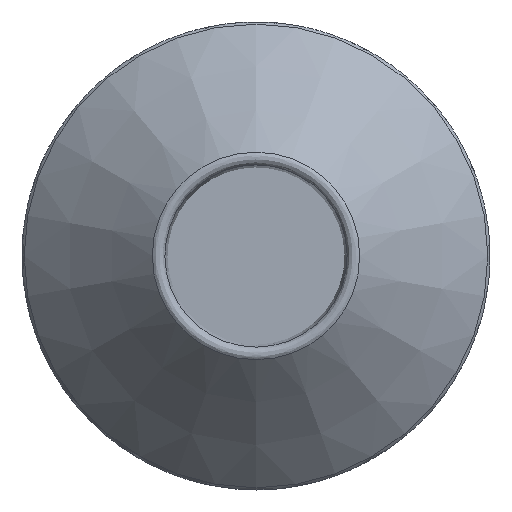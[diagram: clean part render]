
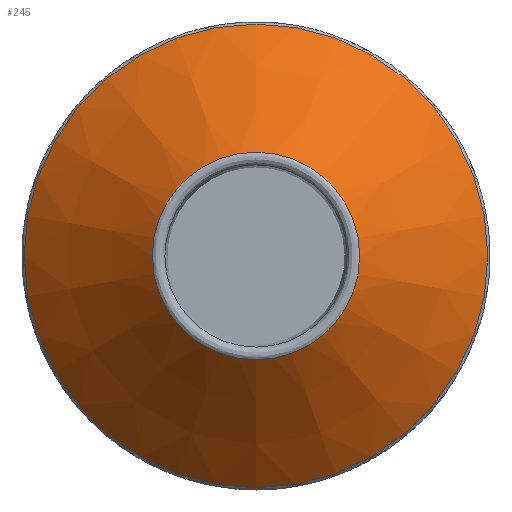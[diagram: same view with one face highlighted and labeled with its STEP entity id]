
A CAD part, left-side view. The second image highlights one B-rep face of the part: STEP entity #245.
In plain terms, the highlighted conical face has half-angle 45 degrees and reference radius 5.5 mm.
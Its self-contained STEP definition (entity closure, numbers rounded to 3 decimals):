
#165=CONICAL_SURFACE('',#438,5.5,45.);
#218=FACE_BOUND('',#286,.T.);
#219=FACE_BOUND('',#287,.T.);
#245=ADVANCED_FACE('',(#218,#219),#165,.T.);
#286=EDGE_LOOP('',(#328));
#287=EDGE_LOOP('',(#329));
#328=ORIENTED_EDGE('',*,*,#376,.F.);
#329=ORIENTED_EDGE('',*,*,#374,.T.);
#353=VERTEX_POINT('',#613);
#355=VERTEX_POINT('',#619);
#374=EDGE_CURVE('',#353,#353,#395,.T.);
#376=EDGE_CURVE('',#355,#355,#398,.T.);
#395=CIRCLE('',#434,5.5);
#398=CIRCLE('',#437,12.297);
#434=AXIS2_PLACEMENT_3D('',#612,#505,#506);
#437=AXIS2_PLACEMENT_3D('',#618,#512,#513);
#438=AXIS2_PLACEMENT_3D('',#620,#514,#515);
#505=DIRECTION('',(1.,0.,0.));
#506=DIRECTION('',(0.,0.,-1.));
#512=DIRECTION('',(1.,0.,0.));
#513=DIRECTION('',(0.,0.,-1.));
#514=DIRECTION('',(1.,0.,0.));
#515=DIRECTION('',(0.,0.,-1.));
#612=CARTESIAN_POINT('',(0.118,0.,0.));
#613=CARTESIAN_POINT('',(0.118,0.,-5.5));
#618=CARTESIAN_POINT('',(6.915,0.,0.));
#619=CARTESIAN_POINT('',(6.915,0.,-12.297));
#620=CARTESIAN_POINT('',(0.118,0.,0.));
